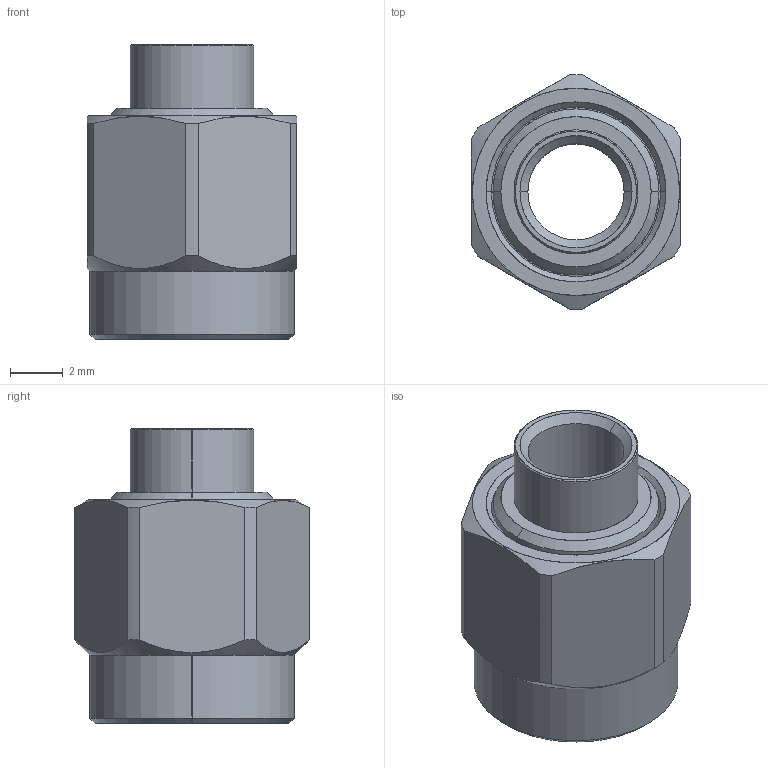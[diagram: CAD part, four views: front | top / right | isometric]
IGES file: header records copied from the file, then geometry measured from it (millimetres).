
Start section: SolidWorks IGES file using analytic representation for surfaces
Global section: file name: R125.057.002A.IGS; native system: SolidWorks 2014; preprocessor: SolidWorks 2014; author: RAYMOND_G; date: 140818.160100; units: millimetre
Bounding box: 7.94 x 8.9 x 11.2 mm (x, y, z)
Surface area: 664.5 mm2 (no closed solid volume)
Topology: 0 solids, 0 shells, 63 faces, 896 edges, 896 vertices
Faces by surface type: revolution 46, bspline 17
